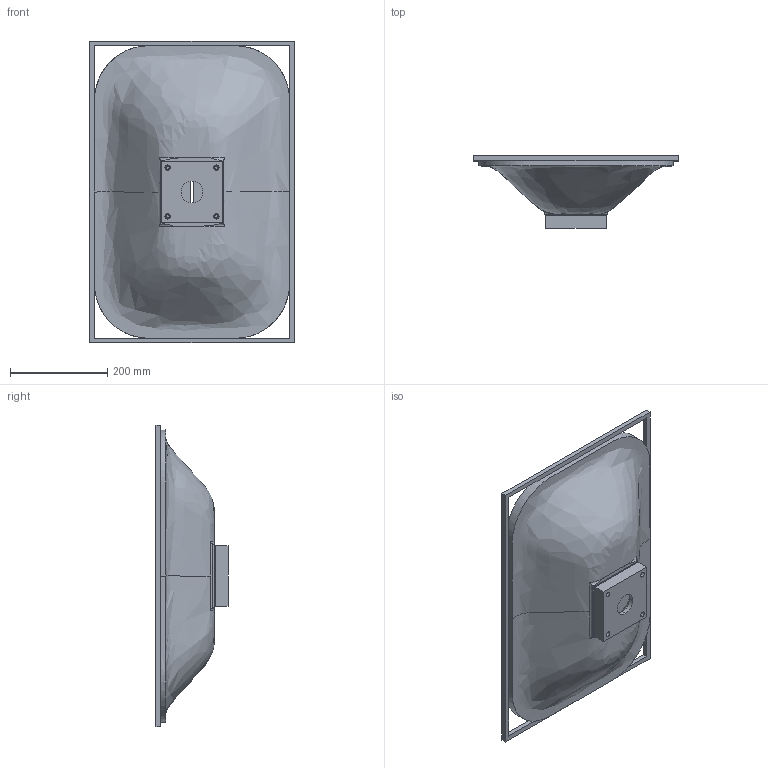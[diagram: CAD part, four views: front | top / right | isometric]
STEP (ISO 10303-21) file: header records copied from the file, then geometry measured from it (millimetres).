
FILE_DESCRIPTION (( 'STEP AP214' ), '1' );
FILE_NAME ('Fovea_klein_schlitz.STEP', '2018-06-29T08:24:40', ( '' ), ( '' ), 'SwSTEP 2.0', 'SolidWorks 2017', '' );
FILE_SCHEMA (( 'AUTOMOTIVE_DESIGN' ));
Length unit declared in the file: millimetre
Products named in the file (2): Fovea_klein_schlitz
Bounding box: 420 x 148 x 620 mm (x, y, z)
Volume: 5951859.8 mm3; surface area: 721799.3 mm2
Topology: 4 solids, 4 shells, 107 faces, 267 edges, 176 vertices
Faces by surface type: plane 48, cylinder 45, bspline 12, cone 2
Entity records: 18266 total; most frequent: CARTESIAN_POINT 15382, ORIENTED_EDGE 534, DIRECTION 505, EDGE_CURVE 267, AXIS2_PLACEMENT_3D 186, VERTEX_POINT 176, EDGE_LOOP 139, LINE 133
